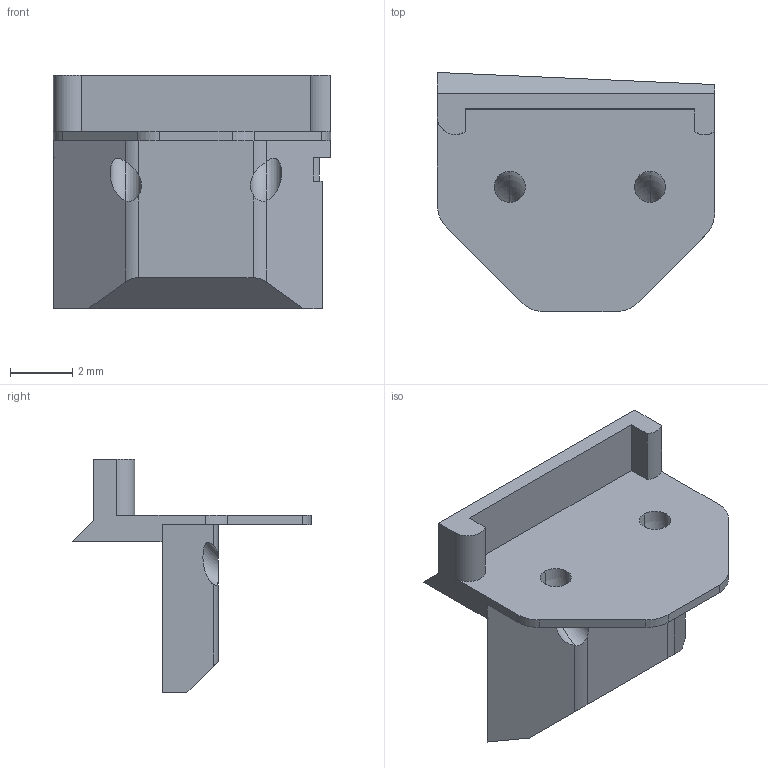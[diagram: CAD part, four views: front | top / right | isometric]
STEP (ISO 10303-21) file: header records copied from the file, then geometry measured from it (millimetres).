
FILE_DESCRIPTION (( 'STEP AP214' ), '1' );
FILE_NAME ('MSBracketAngledUniversal.STEP', '2022-06-17T23:27:31', ( '' ), ( '' ), 'SwSTEP 2.0', 'SolidWorks 2021', '' );
FILE_SCHEMA (( 'AUTOMOTIVE_DESIGN' ));
Length unit declared in the file: millimetre
Products named in the file (1): MSBracketAngledUniversal
Bounding box: 8.9 x 7.67 x 7.5 mm (x, y, z)
Volume: 88.5 mm3; surface area: 270.9 mm2
Topology: 1 solids, 1 shells, 43 faces, 121 edges, 80 vertices
Faces by surface type: plane 24, cylinder 15, torus 4
Entity records: 1481 total; most frequent: CARTESIAN_POINT 323, ORIENTED_EDGE 242, DIRECTION 227, EDGE_CURVE 121, VERTEX_POINT 80, AXIS2_PLACEMENT_3D 76, LINE 75, VECTOR 75
